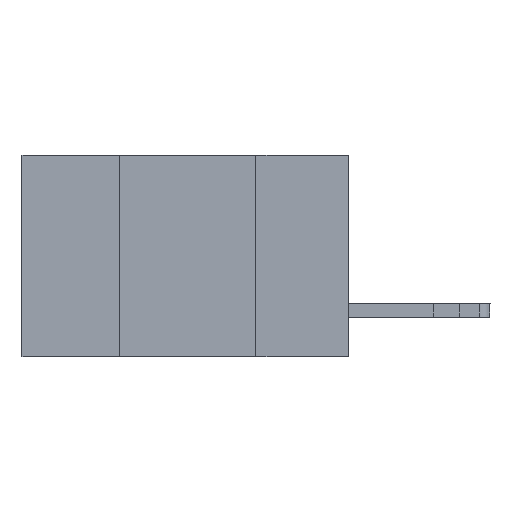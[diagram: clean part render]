
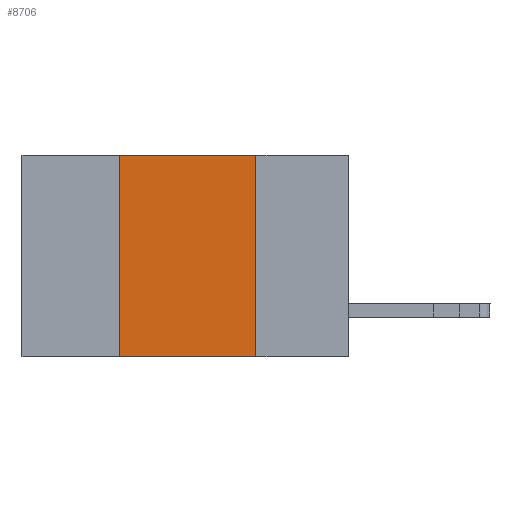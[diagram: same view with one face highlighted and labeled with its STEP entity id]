
A CAD part, left-side view. The second image highlights one B-rep face of the part: STEP entity #8706.
In plain terms, the highlighted planar face has unit normal (-1, 0, 0).
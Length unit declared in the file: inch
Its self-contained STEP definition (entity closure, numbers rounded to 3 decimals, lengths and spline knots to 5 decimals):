
#55 = LINE ( 'NONE', #10921, #11844 ) ;
#660 = ORIENTED_EDGE ( 'NONE', *, *, #4309, .F. ) ;
#922 = DIRECTION ( 'NONE',  ( 0., 0., -1. ) ) ;
#1268 = VECTOR ( 'NONE', #10541, 39.37008 ) ;
#4309 = EDGE_CURVE ( 'NONE', #7777, #9020, #13347, .T. ) ;
#4576 = CARTESIAN_POINT ( 'NONE',  ( 0., 0.17, 0. ) ) ;
#5388 = EDGE_CURVE ( 'NONE', #9020, #6030, #55, .T. ) ;
#6030 = VERTEX_POINT ( 'NONE', #4576 ) ;
#6701 = VERTEX_POINT ( 'NONE', #17043 ) ;
#6846 = EDGE_CURVE ( 'NONE', #7777, #6701, #18191, .T. ) ;
#7216 = PLANE ( 'NONE',  #12375 ) ;
#7646 = VECTOR ( 'NONE', #17690, 39.37008 ) ;
#7777 = VERTEX_POINT ( 'NONE', #17720 ) ;
#8706 = ADVANCED_FACE ( 'NONE', ( #10146 ), #7216, .F. ) ;
#9020 = VERTEX_POINT ( 'NONE', #12254 ) ;
#9796 = DIRECTION ( 'NONE',  ( 0., -1., 0. ) ) ;
#10146 = FACE_OUTER_BOUND ( 'NONE', #12876, .T. ) ;
#10267 = DIRECTION ( 'NONE',  ( 1., 0., 0. ) ) ;
#10469 = ORIENTED_EDGE ( 'NONE', *, *, #5388, .F. ) ;
#10541 = DIRECTION ( 'NONE',  ( 0., 0., 1. ) ) ;
#10921 = CARTESIAN_POINT ( 'NONE',  ( 0., 0.6, 0. ) ) ;
#11844 = VECTOR ( 'NONE', #9796, 39.37008 ) ;
#12254 = CARTESIAN_POINT ( 'NONE',  ( 0., 0.42, 0. ) ) ;
#12375 = AXIS2_PLACEMENT_3D ( 'NONE', #18482, #10267, #922 ) ;
#12876 = EDGE_LOOP ( 'NONE', ( #17760, #10469, #660, #17903 ) ) ;
#13347 = LINE ( 'NONE', #14369, #1268 ) ;
#13645 = CARTESIAN_POINT ( 'NONE',  ( 0., 0.17, -0.37 ) ) ;
#13781 = DIRECTION ( 'NONE',  ( 0., -1., 0. ) ) ;
#13899 = CARTESIAN_POINT ( 'NONE',  ( 0., 0.6, -0.37 ) ) ;
#14369 = CARTESIAN_POINT ( 'NONE',  ( 0., 0.42, -0.37 ) ) ;
#14570 = VECTOR ( 'NONE', #13781, 39.37008 ) ;
#15633 = LINE ( 'NONE', #13645, #7646 ) ;
#16998 = EDGE_CURVE ( 'NONE', #6030, #6701, #15633, .T. ) ;
#17043 = CARTESIAN_POINT ( 'NONE',  ( 0., 0.17, -0.37 ) ) ;
#17690 = DIRECTION ( 'NONE',  ( 0., 0., -1. ) ) ;
#17720 = CARTESIAN_POINT ( 'NONE',  ( 0., 0.42, -0.37 ) ) ;
#17760 = ORIENTED_EDGE ( 'NONE', *, *, #16998, .F. ) ;
#17903 = ORIENTED_EDGE ( 'NONE', *, *, #6846, .T. ) ;
#18191 = LINE ( 'NONE', #13899, #14570 ) ;
#18482 = CARTESIAN_POINT ( 'NONE',  ( 0., 0.6, 0. ) ) ;
